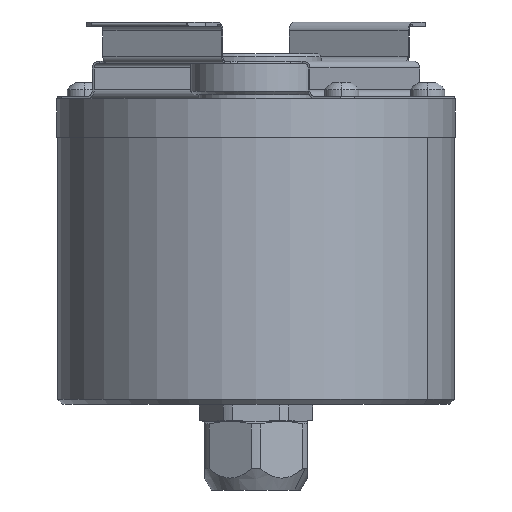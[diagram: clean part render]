
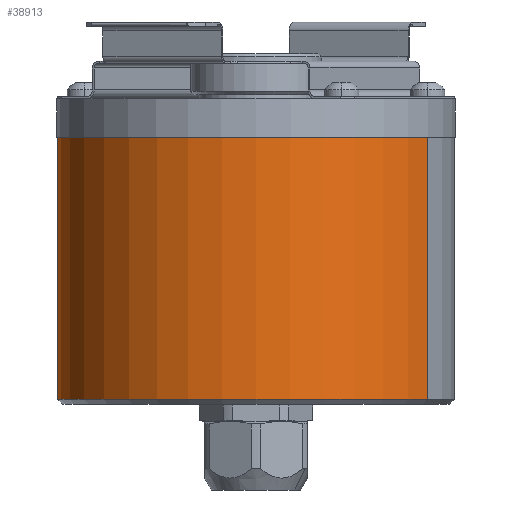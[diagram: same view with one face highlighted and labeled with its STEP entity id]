
A CAD part, front view. The second image highlights one B-rep face of the part: STEP entity #38913.
In plain terms, the highlighted cylindrical face has radius 28.9 mm (diameter 57.8 mm), a partial arc.
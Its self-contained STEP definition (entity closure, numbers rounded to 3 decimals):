
#9047=CARTESIAN_POINT('',(0.,0.,-25.8));
#9048=DIRECTION('',(0.,0.,-1.));
#9049=DIRECTION('',(0.866,-0.5,0.));
#9050=AXIS2_PLACEMENT_3D('',#9047,#9048,#9049);
#9081=CARTESIAN_POINT('',(0.,0.,12.4));
#9082=DIRECTION('',(0.,0.,1.));
#9083=DIRECTION('',(-0.866,0.5,0.));
#9084=AXIS2_PLACEMENT_3D('',#9081,#9082,#9083);
#15370=DIRECTION('',(0.,0.,-1.));
#15371=VECTOR('',#15370,38.2);
#15372=CARTESIAN_POINT('',(25.028,-14.45,12.4));
#15373=LINE('',#15372,#15371);
#15374=DIRECTION('',(0.,0.,-1.));
#15375=VECTOR('',#15374,38.2);
#15376=CARTESIAN_POINT('',(-25.028,14.45,12.4));
#15377=LINE('',#15376,#15375);
#20623=CARTESIAN_POINT('',(25.028,-14.45,-25.8));
#20624=CARTESIAN_POINT('',(-25.028,14.45,-25.8));
#20625=VERTEX_POINT('',#20623);
#20626=VERTEX_POINT('',#20624);
#20719=CARTESIAN_POINT('',(25.028,-14.45,12.4));
#20720=CARTESIAN_POINT('',(-25.028,14.45,12.4));
#20721=VERTEX_POINT('',#20719);
#20722=VERTEX_POINT('',#20720);
#38902=CARTESIAN_POINT('',(0.,0.,-28.445));
#38903=DIRECTION('',(0.,0.,1.));
#38904=DIRECTION('',(-0.866,0.5,0.));
#38905=AXIS2_PLACEMENT_3D('',#38902,#38903,#38904);
#38906=CYLINDRICAL_SURFACE('',#38905,28.9);
#38907=ORIENTED_EDGE('',*,*,#30895,.T.);
#38908=ORIENTED_EDGE('',*,*,#30878,.T.);
#38909=ORIENTED_EDGE('',*,*,#30848,.T.);
#38910=ORIENTED_EDGE('',*,*,#30875,.F.);
#38911=EDGE_LOOP('',(#38907,#38908,#38909,#38910));
#38912=FACE_OUTER_BOUND('',#38911,.F.);
#9051=CIRCLE('',#9050,28.9);
#9085=CIRCLE('',#9084,28.9);
#30848=EDGE_CURVE('',#20625,#20626,#9051,.T.);
#30875=EDGE_CURVE('',#20722,#20626,#15377,.T.);
#30878=EDGE_CURVE('',#20721,#20625,#15373,.T.);
#30895=EDGE_CURVE('',#20722,#20721,#9085,.T.);
#38913=ADVANCED_FACE('',(#38912),#38906,.T.);
